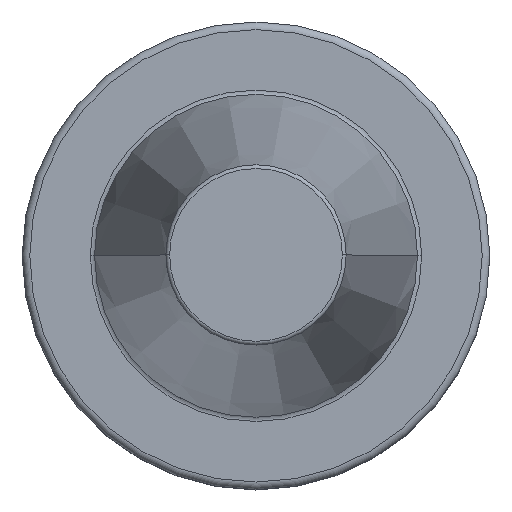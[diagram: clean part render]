
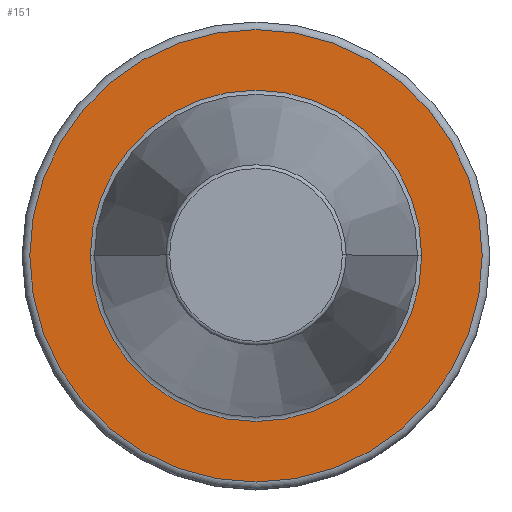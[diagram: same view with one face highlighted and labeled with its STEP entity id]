
A CAD part, top view. The second image highlights one B-rep face of the part: STEP entity #151.
In plain terms, the highlighted planar face has unit normal (0, 0, 1).
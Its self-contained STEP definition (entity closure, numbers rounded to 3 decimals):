
#77=PLANE('',#1115);
#104=FACE_BOUND('',#288,.T.);
#105=FACE_BOUND('',#289,.T.);
#151=ADVANCED_FACE('',(#104,#105),#77,.F.);
#288=EDGE_LOOP('',(#468));
#289=EDGE_LOOP('',(#469,#470));
#354=CIRCLE('',#1086,16.291);
#370=CIRCLE('',#1113,22.24);
#371=CIRCLE('',#1114,16.291);
#468=ORIENTED_EDGE('',*,*,#827,.T.);
#469=ORIENTED_EDGE('',*,*,#828,.F.);
#470=ORIENTED_EDGE('',*,*,#805,.F.);
#704=VERTEX_POINT('',#1536);
#705=VERTEX_POINT('',#1538);
#717=VERTEX_POINT('',#1583);
#805=EDGE_CURVE('',#704,#705,#354,.T.);
#827=EDGE_CURVE('',#717,#717,#370,.T.);
#828=EDGE_CURVE('',#705,#704,#371,.T.);
#1086=AXIS2_PLACEMENT_3D('',#1537,#1251,#1252);
#1113=AXIS2_PLACEMENT_3D('',#1582,#1311,#1312);
#1114=AXIS2_PLACEMENT_3D('',#1584,#1313,#1314);
#1115=AXIS2_PLACEMENT_3D('',#1585,#1315,#1316);
#1251=DIRECTION('',(0.,0.,1.));
#1252=DIRECTION('',(1.,0.,0.));
#1311=DIRECTION('',(0.,0.,1.));
#1312=DIRECTION('',(-1.,0.,0.));
#1313=DIRECTION('',(0.,0.,1.));
#1314=DIRECTION('',(1.,0.,0.));
#1315=DIRECTION('',(0.,0.,-1.));
#1316=DIRECTION('',(1.,0.,0.));
#1536=CARTESIAN_POINT('',(-16.291,0.,-2.));
#1537=CARTESIAN_POINT('',(0.,0.,-2.));
#1538=CARTESIAN_POINT('',(16.291,0.,-2.));
#1582=CARTESIAN_POINT('',(0.,0.,-2.));
#1583=CARTESIAN_POINT('',(-22.24,0.,-2.));
#1584=CARTESIAN_POINT('',(0.,0.,-2.));
#1585=CARTESIAN_POINT('',(0.,16.291,-2.));
